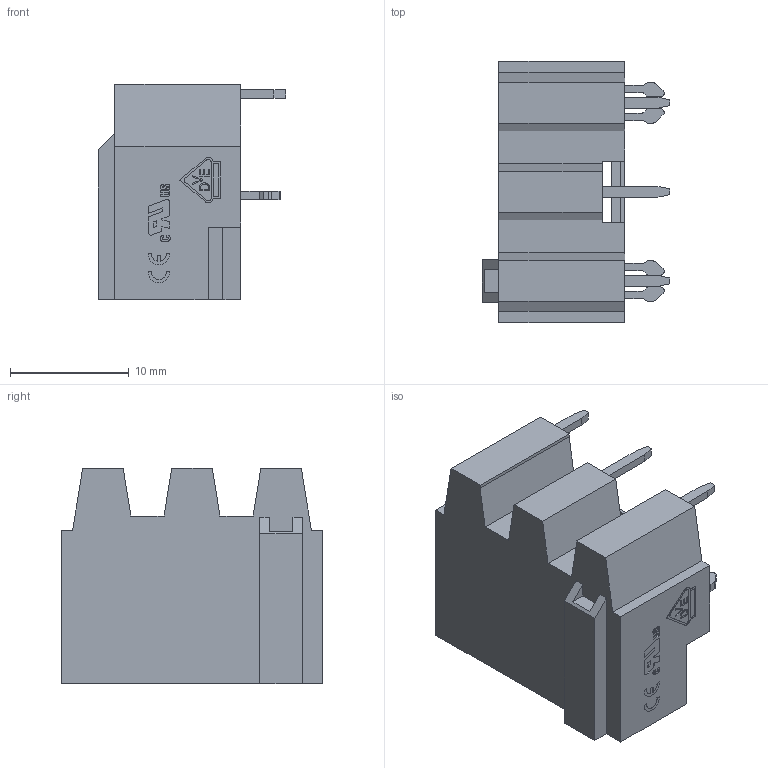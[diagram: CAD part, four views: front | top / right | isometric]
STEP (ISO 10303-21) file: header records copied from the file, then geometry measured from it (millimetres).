
FILE_DESCRIPTION(/* description */ ('Unknown'),/* implementation_level */ '2;1');
FILE_NAME(/* name */ '9EDGRC-7.5-03P-1Y-100A(H)',/* time_stamp */ '2022-03-14T09:03:47+08:00',/* author */ ('Unknown'),/* organization */ ('Unknown'),/* preprocessor_version */ 'ST-DEVELOPER v16.7',/* originating_system */ 'Solid Edge',/* authorisation */ 'Unknown');
FILE_SCHEMA (('AUTOMOTIVE_DESIGN {1 0 10303 214 3 1 1}'));
Length unit declared in the file: millimetre
Products named in the file (1): 200060720_潠7
Bounding box: 15.8 x 22 x 18.1 mm (x, y, z)
Volume: 1859.8 mm3; surface area: 2908.6 mm2
Topology: 1 solids, 1 shells, 729 faces, 2042 edges, 1357 vertices
Faces by surface type: plane 659, cylinder 42, bspline 28
Entity records: 24251 total; most frequent: CARTESIAN_POINT 5546, ORIENTED_EDGE 4082, DIRECTION 3465, EDGE_CURVE 2041, LINE 1893, VECTOR 1893, VERTEX_POINT 1357, AXIS2_PLACEMENT_3D 786
